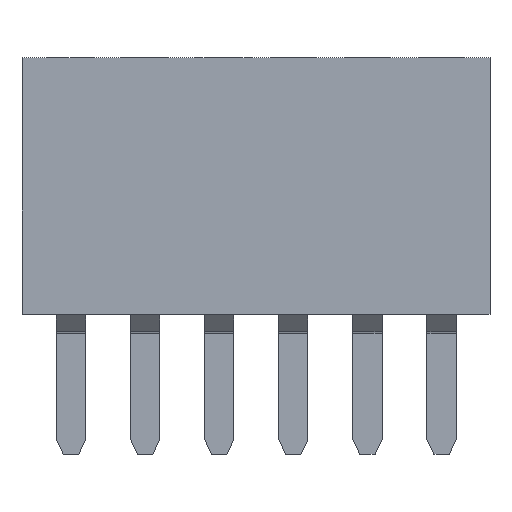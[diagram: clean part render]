
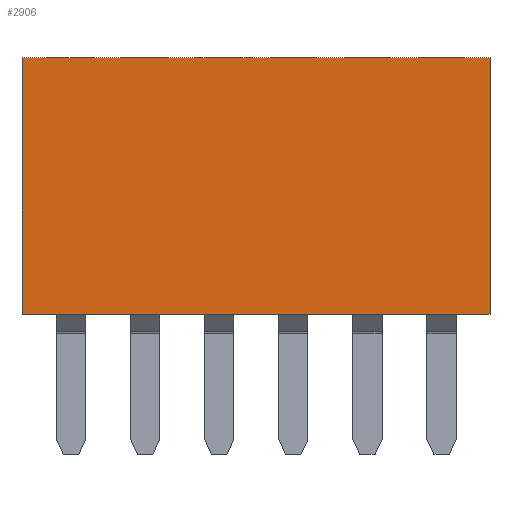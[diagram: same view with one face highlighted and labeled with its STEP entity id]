
A CAD part, top view. The second image highlights one B-rep face of the part: STEP entity #2906.
In plain terms, the highlighted planar face has unit normal (0, 0, 1).
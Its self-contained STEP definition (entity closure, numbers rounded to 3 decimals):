
#31=DIRECTION('',(1.,0.,0.));
#32=VECTOR('',#31,8.02);
#33=CARTESIAN_POINT('',(-4.01,0.,0.9));
#34=LINE('',#33,#32);
#577=DIRECTION('',(0.,1.,0.));
#578=VECTOR('',#577,4.4);
#579=CARTESIAN_POINT('',(4.01,0.,0.9));
#580=LINE('',#579,#578);
#591=DIRECTION('',(0.,1.,0.));
#592=VECTOR('',#591,4.4);
#593=CARTESIAN_POINT('',(-4.01,0.,0.9));
#594=LINE('',#593,#592);
#612=DIRECTION('',(1.,0.,0.));
#613=VECTOR('',#612,8.02);
#614=CARTESIAN_POINT('',(-4.01,4.4,0.9));
#615=LINE('',#614,#613);
#2037=CARTESIAN_POINT('',(-4.01,0.,0.9));
#2038=CARTESIAN_POINT('',(4.01,0.,0.9));
#2039=VERTEX_POINT('',#2037);
#2040=VERTEX_POINT('',#2038);
#2045=CARTESIAN_POINT('',(-4.01,4.4,0.9));
#2046=VERTEX_POINT('',#2045);
#2047=CARTESIAN_POINT('',(4.01,4.4,0.9));
#2048=VERTEX_POINT('',#2047);
#2894=CARTESIAN_POINT('',(-4.01,0.,0.9));
#2895=DIRECTION('',(0.,0.,1.));
#2896=DIRECTION('',(1.,0.,0.));
#2897=AXIS2_PLACEMENT_3D('',#2894,#2895,#2896);
#2898=PLANE('',#2897);
#2899=ORIENTED_EDGE('',*,*,#2410,.F.);
#2900=ORIENTED_EDGE('',*,*,#2772,.T.);
#2902=ORIENTED_EDGE('',*,*,#2901,.T.);
#2903=ORIENTED_EDGE('',*,*,#2883,.F.);
#2904=EDGE_LOOP('',(#2899,#2900,#2902,#2903));
#2905=FACE_OUTER_BOUND('',#2904,.F.);
#2906=ADVANCED_FACE('',(#2905),#2898,.T.);
#2410=EDGE_CURVE('',#2039,#2040,#34,.T.);
#2772=EDGE_CURVE('',#2039,#2046,#594,.T.);
#2883=EDGE_CURVE('',#2040,#2048,#580,.T.);
#2901=EDGE_CURVE('',#2046,#2048,#615,.T.);
